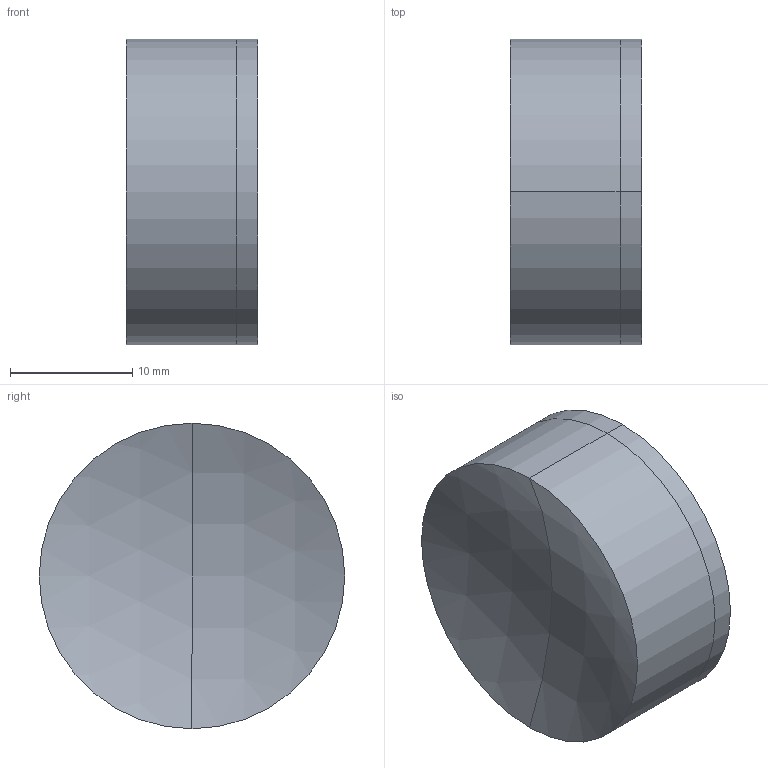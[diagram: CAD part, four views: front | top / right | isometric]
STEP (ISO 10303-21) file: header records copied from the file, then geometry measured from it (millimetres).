
FILE_DESCRIPTION (( 'STEP AP214' ), '1' );
FILE_NAME ('145194.STEP', '2019-06-13T06:20:13', ( 'user' ), ( '微软中国' ), 'SwSTEP 2.0', 'SolidWorks 2016', '' );
FILE_SCHEMA (( 'AUTOMOTIVE_DESIGN' ));
Length unit declared in the file: millimetre
Products named in the file (1): 145194
Bounding box: 10.76 x 25 x 25 mm (x, y, z)
Volume: 4402 mm3; surface area: 2903.5 mm2
Topology: 2 solids, 2 shells, 12 faces, 20 edges, 12 vertices
Faces by surface type: sphere 8, cylinder 4
Entity records: 331 total; most frequent: DIRECTION 62, CARTESIAN_POINT 45, ORIENTED_EDGE 40, AXIS2_PLACEMENT_3D 29, EDGE_CURVE 20, CIRCLE 16, FACE_OUTER_BOUND 12, ADVANCED_FACE 12
